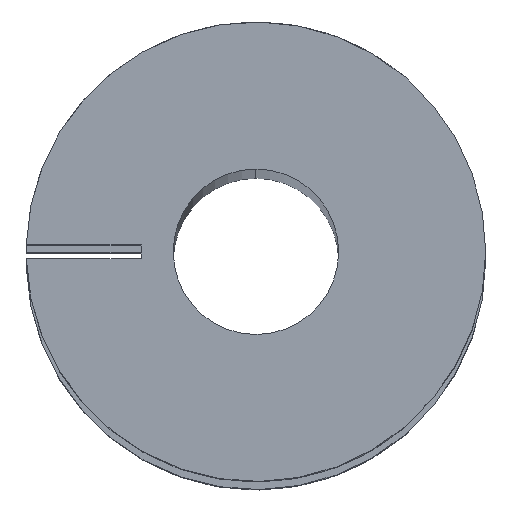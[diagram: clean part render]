
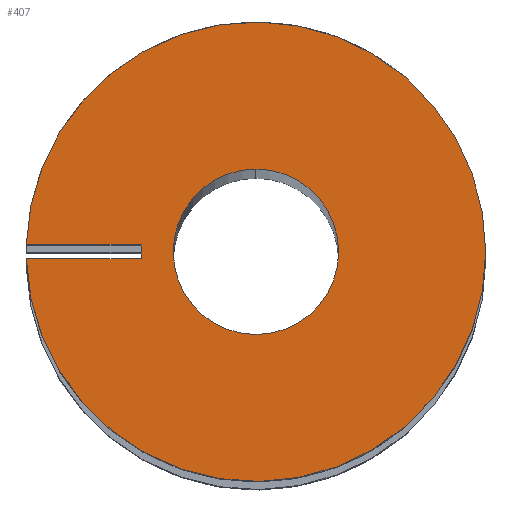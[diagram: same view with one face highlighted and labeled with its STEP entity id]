
A CAD part, top view. The second image highlights one B-rep face of the part: STEP entity #407.
In plain terms, the highlighted planar face has unit normal (0, 0, 1).
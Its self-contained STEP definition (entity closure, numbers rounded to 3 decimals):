
#61 = AXIS2_PLACEMENT_3D ( 'NONE', #982, #1323, #395 ) ;
#62 = DIRECTION ( 'NONE',  ( 0., 0., -1. ) ) ;
#76 = ORIENTED_EDGE ( 'NONE', *, *, #424, .F. ) ;
#79 = AXIS2_PLACEMENT_3D ( 'NONE', #454, #463, #208 ) ;
#91 = EDGE_LOOP ( 'NONE', ( #1310, #408 ) ) ;
#103 = DIRECTION ( 'NONE',  ( 0., -1., 0. ) ) ;
#143 = CARTESIAN_POINT ( 'NONE',  ( 1050., 0., 854.2 ) ) ;
#170 = CARTESIAN_POINT ( 'NONE',  ( 1075., 0., 854.2 ) ) ;
#208 = DIRECTION ( 'NONE',  ( 0., -1., 0. ) ) ;
#286 = AXIS2_PLACEMENT_3D ( 'NONE', #143, #1295, #1412 ) ;
#287 = EDGE_CURVE ( 'NONE', #386, #464, #1155, .T. ) ;
#313 = EDGE_CURVE ( 'NONE', #1247, #470, #1156, .T. ) ;
#317 = EDGE_CURVE ( 'NONE', #386, #1092, #742, .T. ) ;
#321 = FACE_OUTER_BOUND ( 'NONE', #1461, .T. ) ;
#386 = VERTEX_POINT ( 'NONE', #807 ) ;
#395 = DIRECTION ( 'NONE',  ( 0., -1., 0. ) ) ;
#399 = CARTESIAN_POINT ( 'NONE',  ( 1037.523, 0.75, 854.2 ) ) ;
#401 = AXIS2_PLACEMENT_3D ( 'NONE', #861, #62, #1329 ) ;
#407 = ADVANCED_FACE ( 'NONE', ( #321, #1243 ), #666, .F. ) ;
#408 = ORIENTED_EDGE ( 'NONE', *, *, #313, .T. ) ;
#424 = EDGE_CURVE ( 'NONE', #507, #632, #480, .T. ) ;
#454 = CARTESIAN_POINT ( 'NONE',  ( 1050., 0., 854.2 ) ) ;
#463 = DIRECTION ( 'NONE',  ( 0., 0., -1. ) ) ;
#464 = VERTEX_POINT ( 'NONE', #712 ) ;
#468 = CARTESIAN_POINT ( 'NONE',  ( 1050., 0., 854.2 ) ) ;
#470 = VERTEX_POINT ( 'NONE', #925 ) ;
#480 = CIRCLE ( 'NONE', #980, 25. ) ;
#507 = VERTEX_POINT ( 'NONE', #1161 ) ;
#534 = ORIENTED_EDGE ( 'NONE', *, *, #853, .T. ) ;
#548 = VECTOR ( 'NONE', #1031, 1000. ) ;
#564 = CARTESIAN_POINT ( 'NONE',  ( 1050., 0., 854.2 ) ) ;
#579 = EDGE_CURVE ( 'NONE', #470, #1247, #1001, .T. ) ;
#583 = DIRECTION ( 'NONE',  ( 0., 0., -1. ) ) ;
#632 = VERTEX_POINT ( 'NONE', #170 ) ;
#657 = ORIENTED_EDGE ( 'NONE', *, *, #317, .F. ) ;
#666 = PLANE ( 'NONE',  #286 ) ;
#693 = DIRECTION ( 'NONE',  ( -1., 0., 0. ) ) ;
#712 = CARTESIAN_POINT ( 'NONE',  ( 1025.011, -0.75, 854.2 ) ) ;
#742 = CIRCLE ( 'NONE', #1255, 12.5 ) ;
#773 = DIRECTION ( 'NONE',  ( 0., 0., -1. ) ) ;
#807 = CARTESIAN_POINT ( 'NONE',  ( 1037.523, -0.75, 854.2 ) ) ;
#832 = DIRECTION ( 'NONE',  ( 0., 1., 0. ) ) ;
#853 = EDGE_CURVE ( 'NONE', #507, #1092, #1292, .T. ) ;
#861 = CARTESIAN_POINT ( 'NONE',  ( 1050., 0., 854.2 ) ) ;
#893 = CARTESIAN_POINT ( 'NONE',  ( 1050., 9., 854.2 ) ) ;
#925 = CARTESIAN_POINT ( 'NONE',  ( 1050., -9., 854.2 ) ) ;
#980 = AXIS2_PLACEMENT_3D ( 'NONE', #468, #583, #832 ) ;
#982 = CARTESIAN_POINT ( 'NONE',  ( 1050., 0., 854.2 ) ) ;
#1001 = CIRCLE ( 'NONE', #61, 9. ) ;
#1006 = ORIENTED_EDGE ( 'NONE', *, *, #1008, .F. ) ;
#1008 = EDGE_CURVE ( 'NONE', #632, #464, #1276, .T. ) ;
#1031 = DIRECTION ( 'NONE',  ( 1., 0., 0. ) ) ;
#1092 = VERTEX_POINT ( 'NONE', #399 ) ;
#1155 = LINE ( 'NONE', #1265, #1291 ) ;
#1156 = CIRCLE ( 'NONE', #79, 9. ) ;
#1161 = CARTESIAN_POINT ( 'NONE',  ( 1025.011, 0.75, 854.2 ) ) ;
#1243 = FACE_BOUND ( 'NONE', #91, .T. ) ;
#1247 = VERTEX_POINT ( 'NONE', #893 ) ;
#1255 = AXIS2_PLACEMENT_3D ( 'NONE', #564, #773, #103 ) ;
#1265 = CARTESIAN_POINT ( 'NONE',  ( 1058., -0.75, 854.2 ) ) ;
#1276 = CIRCLE ( 'NONE', #401, 25. ) ;
#1291 = VECTOR ( 'NONE', #693, 1000. ) ;
#1292 = LINE ( 'NONE', #1424, #548 ) ;
#1295 = DIRECTION ( 'NONE',  ( 0., 0., -1. ) ) ;
#1310 = ORIENTED_EDGE ( 'NONE', *, *, #579, .T. ) ;
#1323 = DIRECTION ( 'NONE',  ( 0., 0., -1. ) ) ;
#1329 = DIRECTION ( 'NONE',  ( 0., 1., 0. ) ) ;
#1352 = ORIENTED_EDGE ( 'NONE', *, *, #287, .T. ) ;
#1412 = DIRECTION ( 'NONE',  ( -1., 0., 0. ) ) ;
#1424 = CARTESIAN_POINT ( 'NONE',  ( 1058., 0.75, 854.2 ) ) ;
#1461 = EDGE_LOOP ( 'NONE', ( #657, #1352, #1006, #76, #534 ) ) ;
